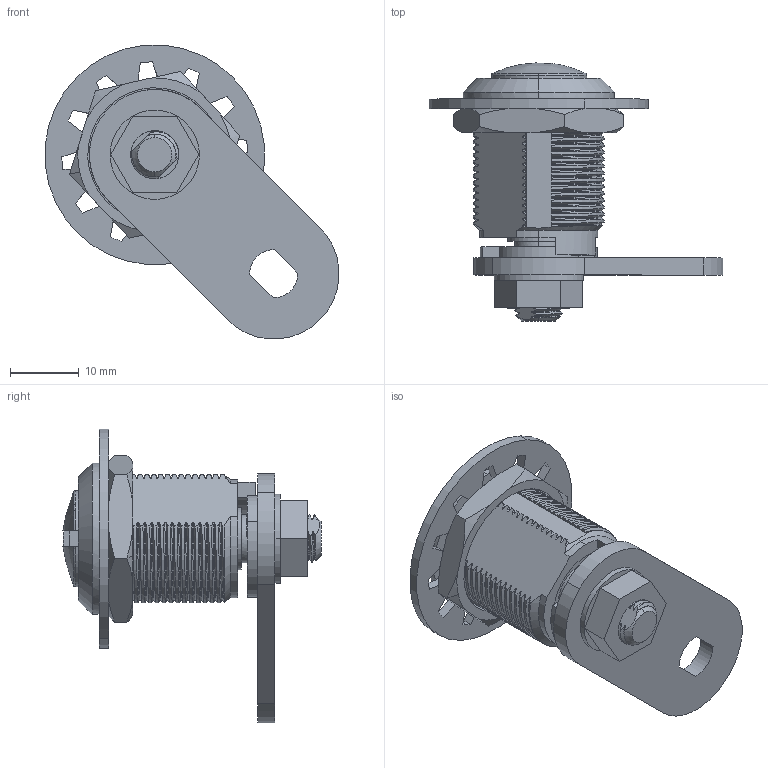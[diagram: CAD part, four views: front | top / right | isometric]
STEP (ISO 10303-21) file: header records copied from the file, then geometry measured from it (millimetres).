
FILE_DESCRIPTION (( 'STEP AP214' ), '1' );
FILE_NAME ('C21 KC-116B.STEP', '2016-12-15T23:57:28', ( '' ), ( '' ), 'SwSTEP 2.0', 'SolidWorks 2011', '' );
FILE_SCHEMA (( 'AUTOMOTIVE_DESIGN' ));
Length unit declared in the file: millimetre
Products named in the file (1): C21 KC-116B
Bounding box: 42.73 x 37.55 x 42.73 mm (x, y, z)
Volume: 9727.8 mm3; surface area: 8013.6 mm2
Topology: 2 solids, 6 shells, 606 faces, 1909 edges, 1251 vertices
Faces by surface type: bspline 307, cylinder 151, plane 118, cone 25, torus 3, sphere 2
Entity records: 292202 total; most frequent: CARTESIAN_POINT 272264, ORIENTED_EDGE 3818, EDGE_CURVE 1909, DIRECTION 1574, VERTEX_POINT 1251, B_SPLINE_CURVE_WITH_KNOTS 702, EDGE_LOOP 622, UNCERTAINTY_MEASURE_WITH_UNIT 610
